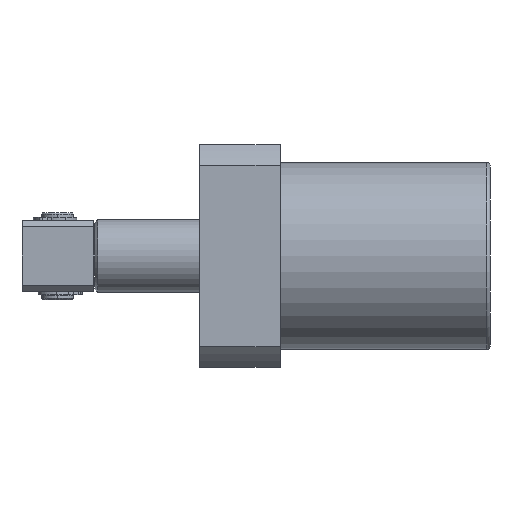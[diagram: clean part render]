
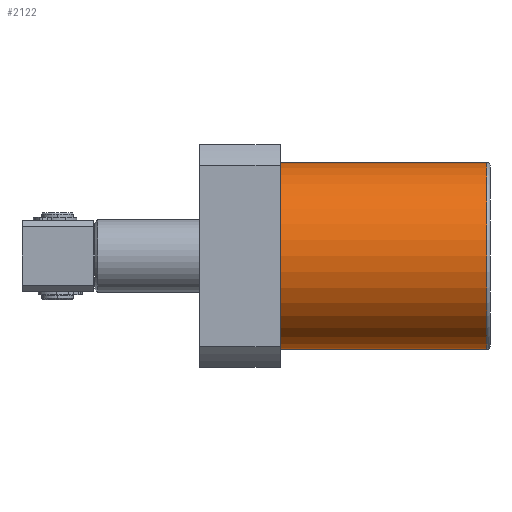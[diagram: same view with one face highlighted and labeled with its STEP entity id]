
A CAD part, left-side view. The second image highlights one B-rep face of the part: STEP entity #2122.
In plain terms, the highlighted cylindrical face has radius 29 mm (diameter 58 mm), a partial arc.
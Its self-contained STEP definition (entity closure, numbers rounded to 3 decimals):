
#2122 = ADVANCED_FACE ( 'NONE', ( #4729 ), #4734, .T. ) ;
#2865 = VERTEX_POINT ( 'NONE', #6524 ) ;
#2944 = EDGE_CURVE ( 'NONE', #3107, #3029, #6688, .T. ) ;
#2945 = EDGE_CURVE ( 'NONE', #3108, #2865, #6691, .T. ) ;
#2978 = EDGE_CURVE ( 'NONE', #3108, #3107, #6737, .T. ) ;
#2992 = EDGE_CURVE ( 'NONE', #2865, #3029, #6751, .T. ) ;
#3029 = VERTEX_POINT ( 'NONE', #7115 ) ;
#3107 = VERTEX_POINT ( 'NONE', #7163 ) ;
#3108 = VERTEX_POINT ( 'NONE', #7164 ) ;
#3129 = EDGE_LOOP ( 'NONE', ( #3308, #3309, #3310, #3311 ) ) ;
#3308 = ORIENTED_EDGE ( 'NONE', *, *, #2944, .F. ) ;
#3309 = ORIENTED_EDGE ( 'NONE', *, *, #2978, .F. ) ;
#3310 = ORIENTED_EDGE ( 'NONE', *, *, #2945, .T. ) ;
#3311 = ORIENTED_EDGE ( 'NONE', *, *, #2992, .T. ) ;
#4042 = AXIS2_PLACEMENT_3D ( 'NONE', #4870, #4869, #4863 ) ;
#4729 = FACE_OUTER_BOUND ( 'NONE', #3129, .T. ) ;
#4734 = CYLINDRICAL_SURFACE ( 'NONE', #4042, 29. ) ;
#4863 = DIRECTION ( 'NONE',  ( 0., 0., -1. ) ) ;
#4869 = DIRECTION ( 'NONE',  ( 0., -1., 0. ) ) ;
#4870 = CARTESIAN_POINT ( 'NONE',  ( 0., 65., 0. ) ) ;
#5187 = AXIS2_PLACEMENT_3D ( 'NONE', #6952, #6953, #6954 ) ;
#5188 = AXIS2_PLACEMENT_3D ( 'NONE', #7055, #7056, #7057 ) ;
#6524 = CARTESIAN_POINT ( 'NONE',  ( 0., 1., -29. ) ) ;
#6688 = LINE ( 'NONE', #6838, #6692 ) ;
#6691 = LINE ( 'NONE', #6842, #6694 ) ;
#6692 = VECTOR ( 'NONE', #6835, 1000. ) ;
#6694 = VECTOR ( 'NONE', #6844, 1000. ) ;
#6737 = CIRCLE ( 'NONE', #5187, 29. ) ;
#6751 = CIRCLE ( 'NONE', #5188, 29. ) ;
#6835 = DIRECTION ( 'NONE',  ( 0., -1., 0. ) ) ;
#6838 = CARTESIAN_POINT ( 'NONE',  ( 0., 65., 29. ) ) ;
#6842 = CARTESIAN_POINT ( 'NONE',  ( 0., 65., -29. ) ) ;
#6844 = DIRECTION ( 'NONE',  ( 0., -1., 0. ) ) ;
#6952 = CARTESIAN_POINT ( 'NONE',  ( 0., 65., 0. ) ) ;
#6953 = DIRECTION ( 'NONE',  ( 0., 1., 0. ) ) ;
#6954 = DIRECTION ( 'NONE',  ( 0., 0., 1. ) ) ;
#7055 = CARTESIAN_POINT ( 'NONE',  ( 0., 1., 0. ) ) ;
#7056 = DIRECTION ( 'NONE',  ( 0., 1., 0. ) ) ;
#7057 = DIRECTION ( 'NONE',  ( 0., 0., 1. ) ) ;
#7115 = CARTESIAN_POINT ( 'NONE',  ( 0., 1., 29. ) ) ;
#7163 = CARTESIAN_POINT ( 'NONE',  ( 0., 65., 29. ) ) ;
#7164 = CARTESIAN_POINT ( 'NONE',  ( 0., 65., -29. ) ) ;
